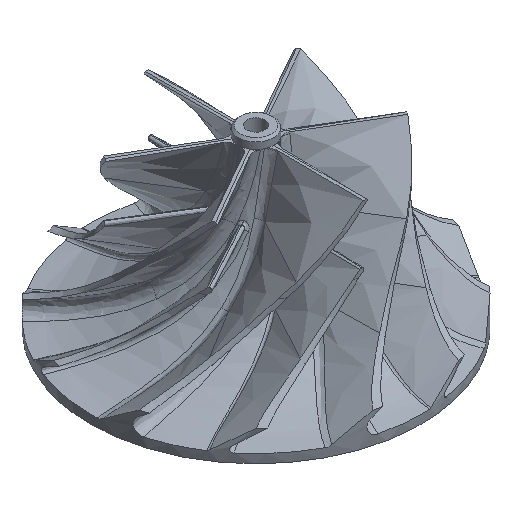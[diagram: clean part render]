
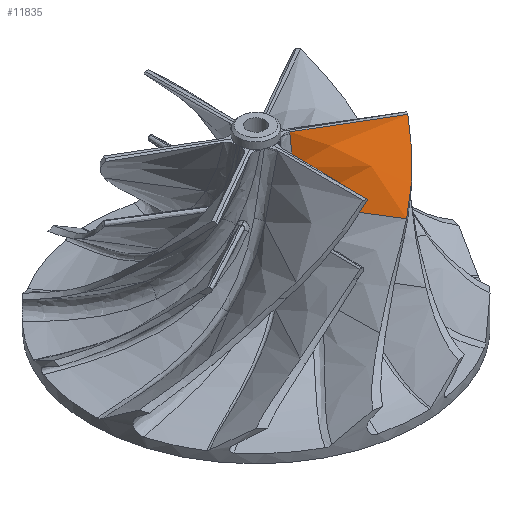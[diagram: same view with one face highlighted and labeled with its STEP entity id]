
A CAD part, isometric view. The second image highlights one B-rep face of the part: STEP entity #11835.
In plain terms, the highlighted free-form (B-spline) face has degree [3, 3] with [4, 10] control points.
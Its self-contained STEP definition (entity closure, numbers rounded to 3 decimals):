
#11565 = VERTEX_POINT('',#11566);
#11566 = CARTESIAN_POINT('',(3.956,-8.08,
    31.219));
#11573 = EDGE_CURVE('',#11565,#11574,#11576,.T.);
#11574 = VERTEX_POINT('',#11575);
#11575 = CARTESIAN_POINT('',(3.955,-8.079,
    31.219));
#11576 = B_SPLINE_CURVE_WITH_KNOTS('',3,(#11577,#11578,#11579,#11580),
  .UNSPECIFIED.,.F.,.F.,(4,4),(0.,0.),
  .PIECEWISE_BEZIER_KNOTS.);
#11577 = CARTESIAN_POINT('',(3.956,-8.08,
    31.219));
#11578 = CARTESIAN_POINT('',(3.956,-8.08,
    31.219));
#11579 = CARTESIAN_POINT('',(3.956,-8.079,
    31.219));
#11580 = CARTESIAN_POINT('',(3.955,-8.079,
    31.219));
#11653 = EDGE_CURVE('',#11654,#11656,#11658,.T.);
#11654 = VERTEX_POINT('',#11655);
#11655 = CARTESIAN_POINT('',(4.56,-5.468,
    38.315));
#11656 = VERTEX_POINT('',#11657);
#11657 = CARTESIAN_POINT('',(5.297,-3.911,
    44.902));
#11658 = B_SPLINE_CURVE_WITH_KNOTS('',3,(#11659,#11660,#11661,#11662,
    #11663,#11664,#11665),.UNSPECIFIED.,.F.,.F.,(4,2,1,4),(
    0.618,0.619,0.955,1.179),
  .UNSPECIFIED.);
#11659 = CARTESIAN_POINT('',(4.56,-5.468,
    38.315));
#11660 = CARTESIAN_POINT('',(4.56,-5.468,
    38.316));
#11661 = CARTESIAN_POINT('',(4.56,-5.468,
    38.316));
#11662 = CARTESIAN_POINT('',(4.681,-5.087,
    39.623));
#11663 = CARTESIAN_POINT('',(4.904,-4.528,
    41.817));
#11664 = CARTESIAN_POINT('',(5.178,-4.077,
    44.021));
#11665 = CARTESIAN_POINT('',(5.297,-3.911,
    44.902));
#11688 = EDGE_CURVE('',#11689,#11574,#11691,.T.);
#11689 = VERTEX_POINT('',#11690);
#11690 = CARTESIAN_POINT('',(3.955,-8.079,
    31.219));
#11691 = B_SPLINE_CURVE_WITH_KNOTS('',3,(#11692,#11693,#11694,#11695),
  .UNSPECIFIED.,.F.,.F.,(4,4),(0.,0.),
  .PIECEWISE_BEZIER_KNOTS.);
#11692 = CARTESIAN_POINT('',(3.955,-8.079,
    31.219));
#11693 = CARTESIAN_POINT('',(3.955,-8.079,
    31.219));
#11694 = CARTESIAN_POINT('',(3.955,-8.079,
    31.219));
#11695 = CARTESIAN_POINT('',(3.955,-8.079,
    31.219));
#11697 = EDGE_CURVE('',#11689,#11654,#11698,.T.);
#11698 = B_SPLINE_CURVE_WITH_KNOTS('',3,(#11699,#11700,#11701,#11702,
    #11703,#11704),.UNSPECIFIED.,.F.,.F.,(4,1,1,4),(0.,
    0.247,0.371,0.618),.UNSPECIFIED.);
#11699 = CARTESIAN_POINT('',(3.955,-8.079,
    31.219));
#11700 = CARTESIAN_POINT('',(4.041,-7.656,
    32.158));
#11701 = CARTESIAN_POINT('',(4.153,-7.073,
    33.55));
#11702 = CARTESIAN_POINT('',(4.348,-6.205,
    35.922));
#11703 = CARTESIAN_POINT('',(4.471,-5.748,
    37.355));
#11704 = CARTESIAN_POINT('',(4.56,-5.468,
    38.315));
#11766 = VERTEX_POINT('',#11767);
#11767 = CARTESIAN_POINT('',(5.368,-3.81,
    45.44));
#11808 = EDGE_CURVE('',#11656,#11766,#11809,.T.);
#11809 = B_SPLINE_CURVE_WITH_KNOTS('',3,(#11810,#11811,#11812,#11813),
  .UNSPECIFIED.,.F.,.F.,(4,4),(1.201,1.246),
  .PIECEWISE_BEZIER_KNOTS.);
#11810 = CARTESIAN_POINT('',(5.297,-3.911,
    44.902));
#11811 = CARTESIAN_POINT('',(5.321,-3.877,
    45.081));
#11812 = CARTESIAN_POINT('',(5.345,-3.844,
    45.26));
#11813 = CARTESIAN_POINT('',(5.368,-3.81,
    45.44));
#11835 = ADVANCED_FACE('',(#11836),#11870,.T.);
#11836 = FACE_BOUND('',#11837,.T.);
#11837 = EDGE_LOOP('',(#11838,#11839,#11840,#11841,#11842,#11843,#11852,
    #11863));
#11838 = ORIENTED_EDGE('',*,*,#11808,.F.);
#11839 = ORIENTED_EDGE('',*,*,#11653,.F.);
#11840 = ORIENTED_EDGE('',*,*,#11697,.F.);
#11841 = ORIENTED_EDGE('',*,*,#11688,.T.);
#11842 = ORIENTED_EDGE('',*,*,#11573,.F.);
#11843 = ORIENTED_EDGE('',*,*,#11844,.T.);
#11844 = EDGE_CURVE('',#11565,#11845,#11847,.T.);
#11845 = VERTEX_POINT('',#11846);
#11846 = CARTESIAN_POINT('',(14.916,-25.908,
    31.313));
#11847 = B_SPLINE_CURVE_WITH_KNOTS('',3,(#11848,#11849,#11850,#11851),
  .UNSPECIFIED.,.F.,.F.,(4,4),(-3.251,-1.501),
  .PIECEWISE_BEZIER_KNOTS.);
#11848 = CARTESIAN_POINT('',(3.956,-8.08,
    31.219));
#11849 = CARTESIAN_POINT('',(7.593,-14.033,
    31.284));
#11850 = CARTESIAN_POINT('',(11.255,-19.97,
    31.311));
#11851 = CARTESIAN_POINT('',(14.916,-25.908,
    31.313));
#11852 = ORIENTED_EDGE('',*,*,#11853,.T.);
#11853 = EDGE_CURVE('',#11845,#11854,#11856,.T.);
#11854 = VERTEX_POINT('',#11855);
#11855 = CARTESIAN_POINT('',(25.442,-15.696,
    45.44));
#11856 = B_SPLINE_CURVE_WITH_KNOTS('',3,(#11857,#11858,#11859,#11860,
    #11861,#11862),.UNSPECIFIED.,.F.,.F.,(4,2,4),(-1.715,
    -0.883,0.),.UNSPECIFIED.);
#11857 = CARTESIAN_POINT('',(14.916,-25.908,
    31.313));
#11858 = CARTESIAN_POINT('',(16.992,-24.713,
    33.605));
#11859 = CARTESIAN_POINT('',(18.919,-23.271,
    35.881));
#11860 = CARTESIAN_POINT('',(22.498,-19.85,
    40.593));
#11861 = CARTESIAN_POINT('',(24.107,-17.861,
    43.007));
#11862 = CARTESIAN_POINT('',(25.442,-15.696,
    45.44));
#11863 = ORIENTED_EDGE('',*,*,#11864,.T.);
#11864 = EDGE_CURVE('',#11854,#11766,#11865,.T.);
#11865 = B_SPLINE_CURVE_WITH_KNOTS('',3,(#11866,#11867,#11868,#11869),
  .UNSPECIFIED.,.F.,.F.,(4,4),(-1.927,-0.148),
  .PIECEWISE_BEZIER_KNOTS.);
#11866 = CARTESIAN_POINT('',(25.442,-15.696,
    45.44));
#11867 = CARTESIAN_POINT('',(19.45,-12.12,
    45.44));
#11868 = CARTESIAN_POINT('',(11.74,-7.535,
    45.44));
#11869 = CARTESIAN_POINT('',(5.368,-3.81,
    45.44));
#11870 = B_SPLINE_SURFACE_WITH_KNOTS('',3,3,(
    (#11871,#11872,#11873,#11874,#11875,#11876,#11877,#11878,#11879
      ,#11880)
    ,(#11881,#11882,#11883,#11884,#11885,#11886,#11887,#11888,#11889
      ,#11890)
    ,(#11891,#11892,#11893,#11894,#11895,#11896,#11897,#11898,#11899
      ,#11900)
    ,(#11901,#11902,#11903,#11904,#11905,#11906,#11907,#11908,#11909
      ,#11910
    )),.UNSPECIFIED.,.F.,.F.,.F.,(4,4),(4,3,3,4),(0.,4.),(0.,
    0.257,0.508,0.513),.UNSPECIFIED.);
#11871 = CARTESIAN_POINT('',(41.268,-24.184,
    45.951));
#11872 = CARTESIAN_POINT('',(39.198,-27.718,
    43.474));
#11873 = CARTESIAN_POINT('',(36.666,-30.978,
    40.997));
#11874 = CARTESIAN_POINT('',(33.766,-33.871,
    38.521));
#11875 = CARTESIAN_POINT('',(30.937,-36.693,
    36.103));
#11876 = CARTESIAN_POINT('',(27.757,-39.165,
    33.686));
#11877 = CARTESIAN_POINT('',(24.315,-41.198,
    31.269));
#11878 = CARTESIAN_POINT('',(24.245,-41.239,
    31.22));
#11879 = CARTESIAN_POINT('',(24.175,-41.28,
    31.171));
#11880 = CARTESIAN_POINT('',(24.106,-41.321,
    31.122));
#11881 = CARTESIAN_POINT('',(27.424,-16.275,
    45.907));
#11882 = CARTESIAN_POINT('',(26.036,-18.616,
    43.463));
#11883 = CARTESIAN_POINT('',(24.322,-20.799,
    41.));
#11884 = CARTESIAN_POINT('',(22.359,-22.731,
    38.537));
#11885 = CARTESIAN_POINT('',(20.445,-24.617,
    36.134));
#11886 = CARTESIAN_POINT('',(18.295,-26.262,
    33.731));
#11887 = CARTESIAN_POINT('',(15.997,-27.595,
    31.346));
#11888 = CARTESIAN_POINT('',(15.95,-27.622,
    31.298));
#11889 = CARTESIAN_POINT('',(15.904,-27.649,
    31.25));
#11890 = CARTESIAN_POINT('',(15.857,-27.676,
    31.202));
#11891 = CARTESIAN_POINT('',(13.507,-8.493,
    45.779));
#11892 = CARTESIAN_POINT('',(12.793,-9.627,
    43.373));
#11893 = CARTESIAN_POINT('',(11.891,-10.722,
    40.926));
#11894 = CARTESIAN_POINT('',(10.859,-11.686,
    38.477));
#11895 = CARTESIAN_POINT('',(9.852,-12.627,
    36.087));
#11896 = CARTESIAN_POINT('',(8.722,-13.441,
    33.697));
#11897 = CARTESIAN_POINT('',(7.554,-14.068,
    31.339));
#11898 = CARTESIAN_POINT('',(7.53,-14.081,
    31.292));
#11899 = CARTESIAN_POINT('',(7.506,-14.094,
    31.244));
#11900 = CARTESIAN_POINT('',(7.483,-14.106,
    31.196));
#11901 = CARTESIAN_POINT('',(-0.299,-0.518,
    45.433));
#11902 = CARTESIAN_POINT('',(-0.331,-0.47,
    43.071));
#11903 = CARTESIAN_POINT('',(-0.413,-0.493,
    40.644));
#11904 = CARTESIAN_POINT('',(-0.504,-0.5,
    38.209));
#11905 = CARTESIAN_POINT('',(-0.593,-0.507,
    35.833));
#11906 = CARTESIAN_POINT('',(-0.686,-0.496,
    33.451));
#11907 = CARTESIAN_POINT('',(-0.7,-0.424,
    31.115));
#11908 = CARTESIAN_POINT('',(-0.7,-0.423,
    31.068));
#11909 = CARTESIAN_POINT('',(-0.7,-0.421,
    31.021));
#11910 = CARTESIAN_POINT('',(-0.7,-0.42,
    30.974));
